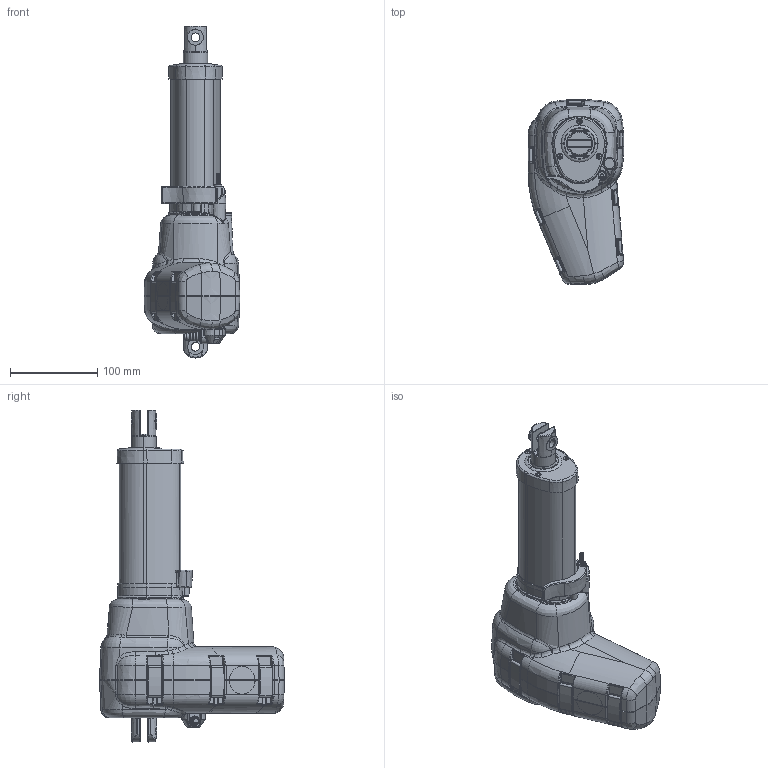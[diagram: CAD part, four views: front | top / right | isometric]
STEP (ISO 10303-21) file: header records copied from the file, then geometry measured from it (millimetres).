
FILE_DESCRIPTION (( 'STEP AP203' ), '1' );
FILE_NAME ('Gigamat QR-ES.STEP', '2013-06-25T13:25:43', ( 'admin' ), ( 'Hewlett-Packard Company' ), 'SwSTEP 2.0', 'SolidWorks 2012', '' );
FILE_SCHEMA (( 'CONFIG_CONTROL_DESIGN' ));
Length unit declared in the file: millimetre
Products named in the file (1): Gigamat QR-ES
Bounding box: 109.94 x 212.44 x 381.46 mm (x, y, z)
Volume: 2405541.2 mm3; surface area: 152632 mm2
Topology: 1 solids, 1 shells, 2172 faces, 5605 edges, 3451 vertices
Faces by surface type: bspline 592, plane 574, cylinder 537, torus 217, cone 208, sphere 44
Entity records: 84104 total; most frequent: CARTESIAN_POINT 36102, ORIENTED_EDGE 11166, DIRECTION 8920, EDGE_CURVE 5583, AXIS2_PLACEMENT_3D 3504, VERTEX_POINT 3451, EDGE_LOOP 2230, FACE_OUTER_BOUND 2172
